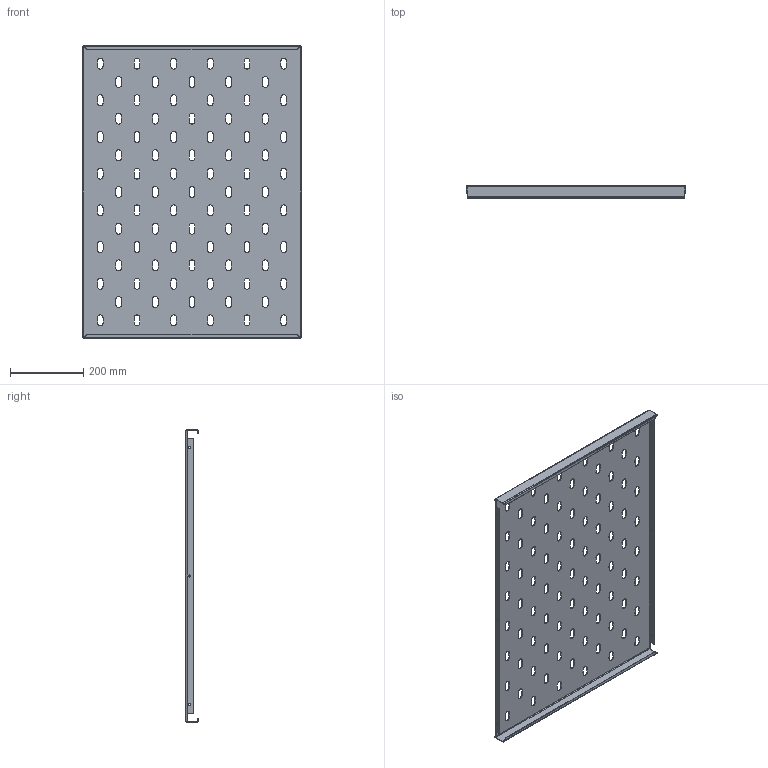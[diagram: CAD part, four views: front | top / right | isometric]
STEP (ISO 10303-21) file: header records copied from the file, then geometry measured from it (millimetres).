
FILE_DESCRIPTION (( 'STEP AP214' ), '1' );
FILE_NAME ('945.179.STEP', '2024-10-04T07:37:30', ( '' ), ( '' ), 'SwSTEP 2.0', 'SolidWorks 2021', '' );
FILE_SCHEMA (( 'AUTOMOTIVE_DESIGN' ));
Length unit declared in the file: millimetre
Products named in the file (1): 945.179
Bounding box: 598 x 33 x 798 mm (x, y, z)
Volume: 772643.7 mm3; surface area: 1044439.7 mm2
Topology: 1 solids, 1 shells, 513 faces, 1493 edges, 982 vertices
Faces by surface type: cylinder 297, plane 216
Entity records: 17543 total; most frequent: DIRECTION 3107, CARTESIAN_POINT 3037, ORIENTED_EDGE 2986, EDGE_CURVE 1493, AXIS2_PLACEMENT_3D 1108, VERTEX_POINT 982, LINE 891, VECTOR 891
